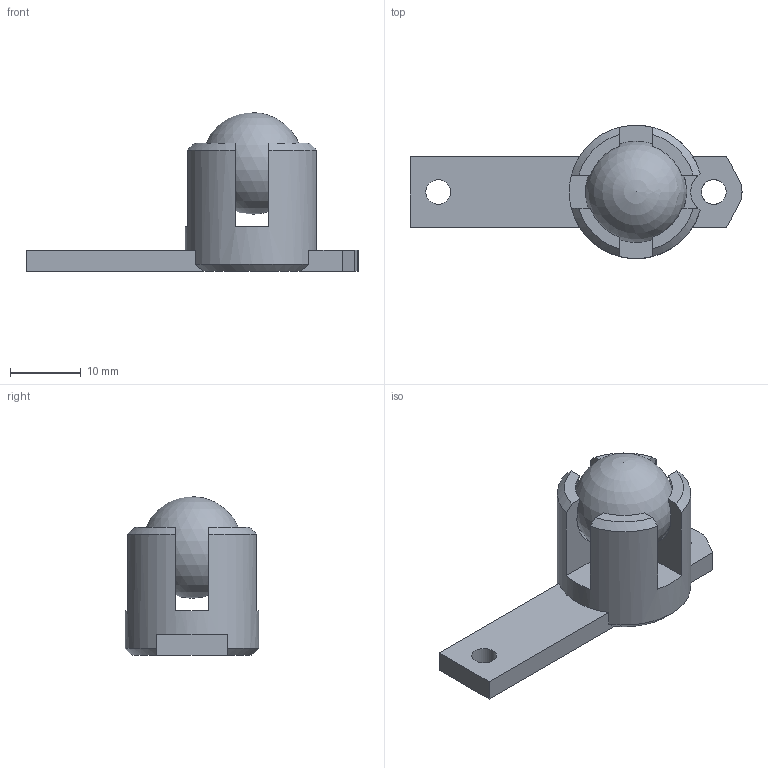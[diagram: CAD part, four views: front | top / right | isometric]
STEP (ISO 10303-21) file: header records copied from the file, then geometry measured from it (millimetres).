
FILE_DESCRIPTION(('FreeCAD Model'),'2;1');
FILE_NAME('ballcaster.step','2015-07-05T08:49:20',('FreeCAD'),('FreeCAD'), 'Open CASCADE STEP processor 6.5','FreeCAD','Unknown');
FILE_SCHEMA(('AUTOMOTIVE_DESIGN_CC2 { 1 2 10303 214 -1 1 5 4 }'));
Length unit declared in the file: millimetre
Products named in the file (2): ballcaster; ball
Bounding box: 47 x 18.9 x 22.5 mm (x, y, z)
Volume: 5173.1 mm3; surface area: 3318.1 mm2
Topology: 2 solids, 2 shells, 42 faces, 127 edges, 87 vertices
Faces by surface type: plane 27, cone 6, sphere 5, cylinder 4
Full cylindrical faces by diameter (mm): 3.5 x2
Entity records: 3689 total; most frequent: CARTESIAN_POINT 1125, DIRECTION 372, ORIENTED_EDGE 248, PCURVE 248, DEFINITIONAL_REPRESENTATION 248, LINE 158, VECTOR 158, EDGE_CURVE 124
